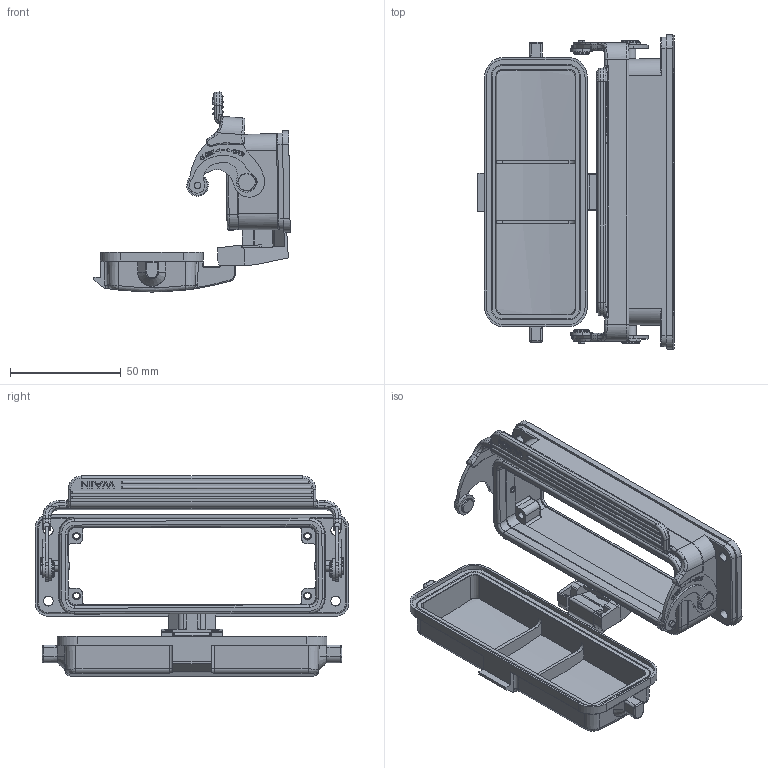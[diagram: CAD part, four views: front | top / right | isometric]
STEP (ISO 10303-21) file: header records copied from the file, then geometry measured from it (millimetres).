
FILE_DESCRIPTION((''),'2;1');
FILE_NAME('BREP_WITH_VOIDS_53070','2019-05-13T',('zl.chen'),(''),'PRO/ENGINEER BY PARAMETRIC TECHNOLOGY CORPORATION, 2013430','PRO/ENGINEER BY PARAMETRIC TECHNOLOGY CORPORATION, 2013430','');
FILE_SCHEMA(('CONFIG_CONTROL_DESIGN','SHAPE_APPEARANCE_LAYERS_GROUPS'));
Products named in the file (1): BREP_WITH_VOIDS_53070
Bounding box: 88.83 x 142 x 90.49 mm (x, y, z)
Volume: 82739.4 mm3; surface area: 70124.2 mm2
Topology: 1 solids, 20 shells, 1502 faces, 4142 edges, 2729 vertices
Faces by surface type: plane 640, cylinder 400, extrusion 250, torus 98, bspline 54, cone 44, sphere 16
Entity records: 53836 total; most frequent: CARTESIAN_POINT 16191, ORIENTED_EDGE 8216, DIRECTION 7042, EDGE_CURVE 4108, VERTEX_POINT 2729, VECTOR 2448, AXIS2_PLACEMENT_3D 2297, LINE 2198
